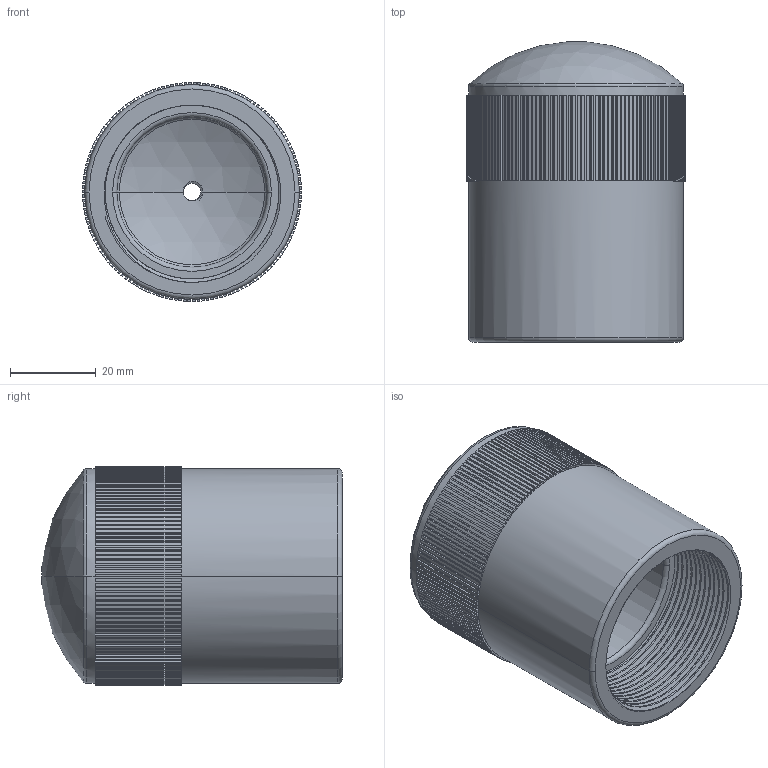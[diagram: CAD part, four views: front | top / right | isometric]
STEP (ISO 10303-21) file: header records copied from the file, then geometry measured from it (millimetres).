
FILE_DESCRIPTION (( 'STEP AP203' ), '1' );
FILE_NAME ('graisseur de roulement de bol.STEP', '2024-09-11T18:25:04', ( '' ), ( '' ), 'SwSTEP 2.0', 'SolidWorks 2023', '' );
FILE_SCHEMA (( 'CONFIG_CONTROL_DESIGN' ));
Length unit declared in the file: millimetre
Products named in the file (1): graisseur de roulement de bol
Bounding box: 51 x 69.94 x 51 mm (x, y, z)
Volume: 64660 mm3; surface area: 25085 mm2
Topology: 1 solids, 1 shells, 971 faces, 2289 edges, 1320 vertices
Faces by surface type: plane 753, cylinder 199, torus 8, bspline 7, sphere 4
Entity records: 34997 total; most frequent: CARTESIAN_POINT 13316, ORIENTED_EDGE 4578, DIRECTION 4454, EDGE_CURVE 2289, AXIS2_PLACEMENT_3D 1603, VERTEX_POINT 1320, VECTOR 1248, LINE 1248
